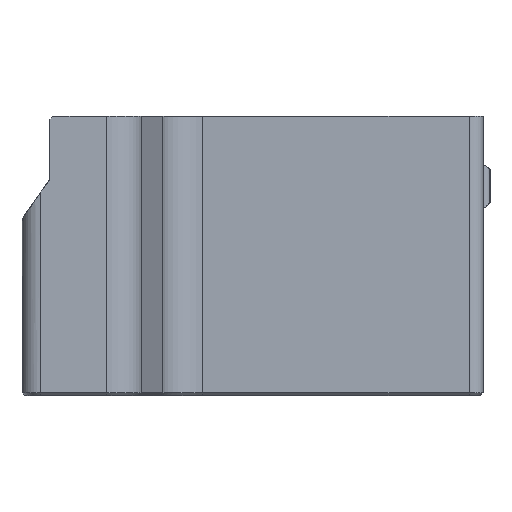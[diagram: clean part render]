
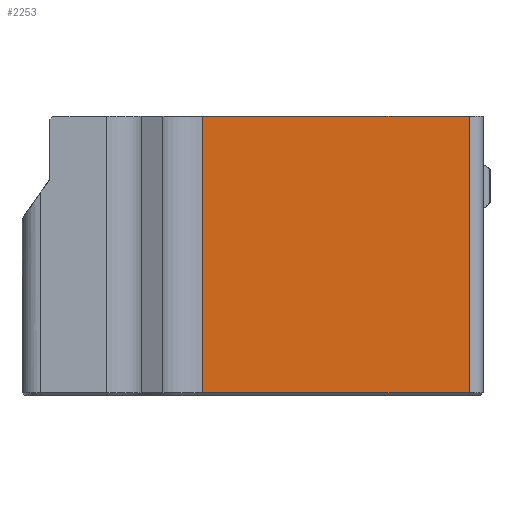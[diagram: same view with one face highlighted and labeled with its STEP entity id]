
A CAD part, left-side view. The second image highlights one B-rep face of the part: STEP entity #2253.
In plain terms, the highlighted planar face has unit normal (-1, 0, 0).
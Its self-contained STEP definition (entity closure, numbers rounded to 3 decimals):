
#96=PLANE('',#2460);
#206=FACE_OUTER_BOUND('',#329,.T.);
#329=EDGE_LOOP('',(#1886,#1887,#1888,#1889));
#479=LINE('',#3462,#718);
#524=LINE('',#3609,#763);
#540=LINE('',#3650,#779);
#544=LINE('',#3668,#783);
#718=VECTOR('',#2794,10.);
#763=VECTOR('',#2931,1.);
#779=VECTOR('',#2971,1.);
#783=VECTOR('',#2993,10.);
#1021=VERTEX_POINT('',#3453);
#1023=VERTEX_POINT('',#3460);
#1079=VERTEX_POINT('',#3608);
#1092=VERTEX_POINT('',#3648);
#1285=EDGE_CURVE('',#1023,#1021,#479,.T.);
#1357=EDGE_CURVE('',#1021,#1079,#524,.T.);
#1378=EDGE_CURVE('',#1023,#1092,#540,.T.);
#1387=EDGE_CURVE('',#1079,#1092,#544,.T.);
#1886=ORIENTED_EDGE('',*,*,#1285,.F.);
#1887=ORIENTED_EDGE('',*,*,#1378,.T.);
#1888=ORIENTED_EDGE('',*,*,#1387,.F.);
#1889=ORIENTED_EDGE('',*,*,#1357,.F.);
#2253=ADVANCED_FACE('',(#206),#96,.T.);
#2460=AXIS2_PLACEMENT_3D('',#3667,#2991,#2992);
#2794=DIRECTION('',(0.,1.,0.));
#2931=DIRECTION('',(0.,0.,1.));
#2971=DIRECTION('',(0.,0.,1.));
#2991=DIRECTION('center_axis',(-1.,0.,0.));
#2992=DIRECTION('ref_axis',(0.,1.,0.));
#2993=DIRECTION('',(0.,-1.,0.));
#3453=CARTESIAN_POINT('',(-187.4,-53.398,24.));
#3460=CARTESIAN_POINT('',(-187.4,-91.5,24.));
#3462=CARTESIAN_POINT('',(-187.4,-92.5,24.));
#3608=CARTESIAN_POINT('',(-187.4,-53.398,63.6));
#3609=CARTESIAN_POINT('',(-187.4,-53.398,22.6));
#3648=CARTESIAN_POINT('',(-187.4,-91.5,63.6));
#3650=CARTESIAN_POINT('',(-187.4,-91.5,42.6));
#3667=CARTESIAN_POINT('Origin',(-187.4,-91.5,42.6));
#3668=CARTESIAN_POINT('',(-187.4,-76.25,63.6));
